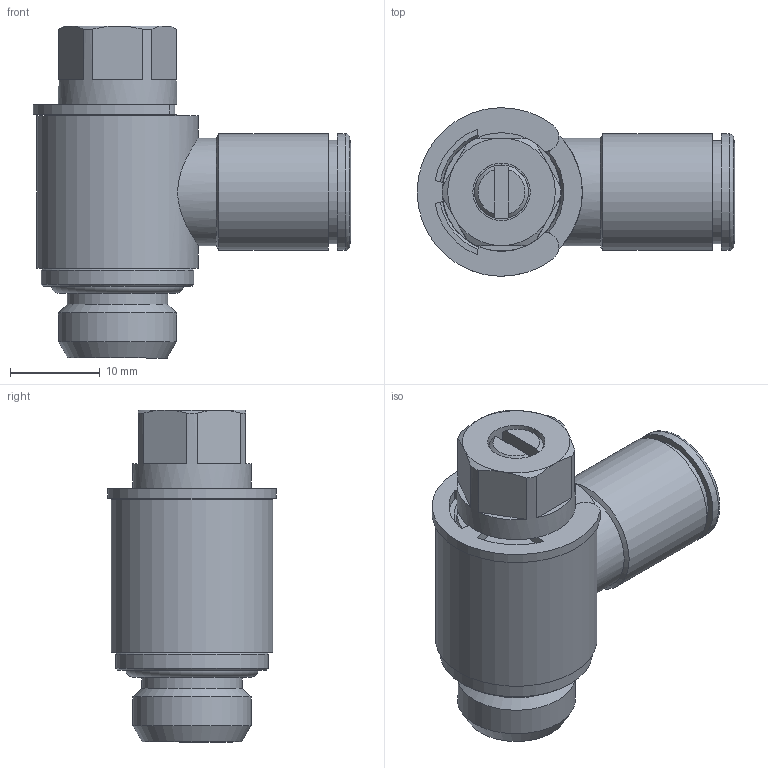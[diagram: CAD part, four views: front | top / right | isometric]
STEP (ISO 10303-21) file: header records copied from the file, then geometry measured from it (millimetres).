
FILE_DESCRIPTION(/* description */ (''),/* implementation_level */ '2;1');
FILE_NAME(/* name */ 'grlaiqs_148_s_msv.stp',/* time_stamp */ '2017-10-30T16:28:06+01:00',/* author */ ('Hamoud'),/* organization */ (''),/* preprocessor_version */ 'ST-DEVELOPER v15.6',/* originating_system */ 'Autodesk Inventor LT ',/* authorisation */ '');
FILE_SCHEMA (('AUTOMOTIVE_DESIGN { 1 0 10303 214 3 1 1 }'));
Length unit declared in the file: millimetre
Products named in the file (1): grlaiqs_148_s_msv
Bounding box: 35.4 x 18.79 x 37 mm (x, y, z)
Volume: 7191.7 mm3; surface area: 8652.6 mm2
Topology: 7 solids, 7 shells, 127 faces, 267 edges, 171 vertices
Faces by surface type: plane 53, cylinder 42, cone 28, torus 4
Full cylindrical faces by diameter (mm): 4.7 x1, 5.5 x1, 6 x1, 6.4 x2, 7 x1, 7.4 x1, 7.5 x1, 7.6 x1, 7.7 x1, 8.1 x1, 8.2 x1, 8.3 x1, 8.9 x1, 9 x1, 9.3 x1, 9.4 x2, 10 x1, 10.1 x1, 10.2 x1, 11 x1, 11.2 x1, 11.5 x1, 11.6 x1, 12 x1, 13 x2, 13.157 x1, 13.2 x2, 13.3 x1, 17 x1, 18 x1
Entity records: 4414 total; most frequent: CARTESIAN_POINT 1876, DIRECTION 556, ORIENTED_EDGE 388, AXIS2_PLACEMENT_3D 252, EDGE_LOOP 213, EDGE_CURVE 194, VERTEX_POINT 155, FACE_OUTER_BOUND 127
